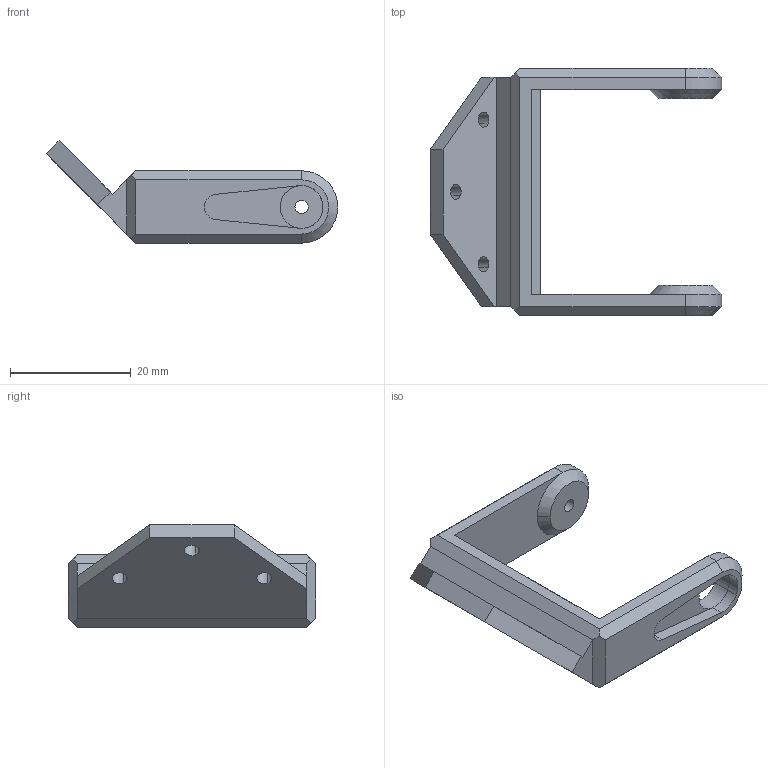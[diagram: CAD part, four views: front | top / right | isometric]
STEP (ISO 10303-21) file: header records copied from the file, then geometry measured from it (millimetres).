
FILE_DESCRIPTION(('CATIA V5 STEP Exchange'),'2;1');
FILE_NAME('clamp_u_bracket.stp','2020-01-25T08:07:18+00:00',('none'),('none'),'CATIA Version 5 Release 20 GA (IN-10)','CATIA V5 STEP AP203','none');
FILE_SCHEMA(('CONFIG_CONTROL_DESIGN'));
Length unit declared in the file: millimetre
Products named in the file (1): CLAMP_U_BRACKET
Bounding box: 48.34 x 41 x 16.96 mm (x, y, z)
Volume: 6128.9 mm3; surface area: 4065.1 mm2
Topology: 1 solids, 1 shells, 54 faces, 138 edges, 87 vertices
Faces by surface type: plane 31, cylinder 17, cone 6
Entity records: 1601 total; most frequent: CARTESIAN_POINT 286, ORIENTED_EDGE 276, DIRECTION 222, EDGE_CURVE 138, AXIS2_PLACEMENT_3D 95, VERTEX_POINT 87, VECTOR 80, LINE 80
